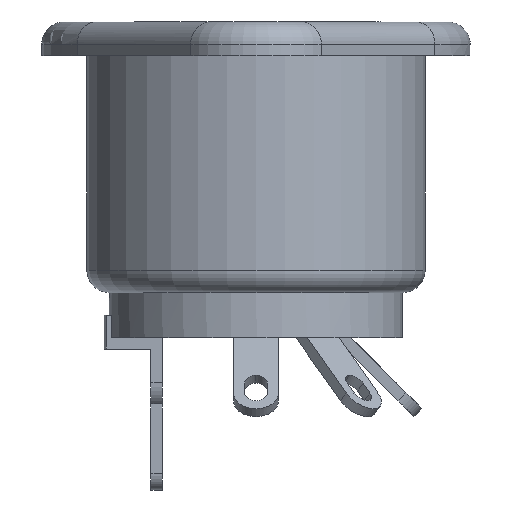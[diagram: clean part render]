
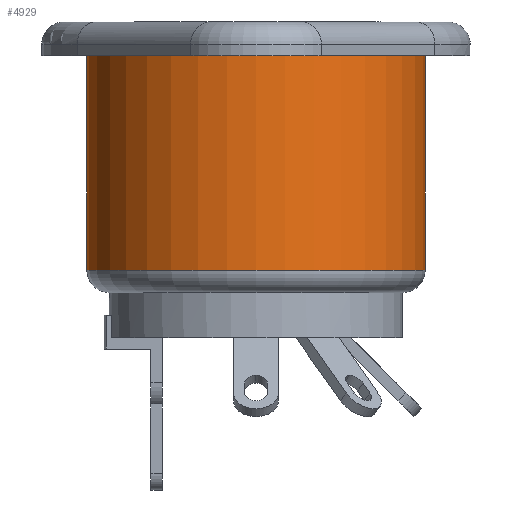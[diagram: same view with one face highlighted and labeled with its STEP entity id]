
A CAD part, front view. The second image highlights one B-rep face of the part: STEP entity #4929.
In plain terms, the highlighted cylindrical face has radius 7.5 mm (diameter 15 mm), a partial arc.
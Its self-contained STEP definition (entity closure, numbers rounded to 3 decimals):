
#154 = CARTESIAN_POINT ( 'NONE',  ( -7.5, 0., 0. ) ) ;
#264 = VERTEX_POINT ( 'NONE', #5919 ) ;
#821 = CARTESIAN_POINT ( 'NONE',  ( 0., 0., -9.5 ) ) ;
#1030 = EDGE_CURVE ( 'NONE', #3091, #264, #1817, .T. ) ;
#1154 = EDGE_CURVE ( 'NONE', #264, #5724, #4677, .T. ) ;
#1488 = EDGE_CURVE ( 'NONE', #2290, #5724, #4271, .T. ) ;
#1817 = CIRCLE ( 'NONE', #3043, 7.5 ) ;
#2290 = VERTEX_POINT ( 'NONE', #3371 ) ;
#2574 = CARTESIAN_POINT ( 'NONE',  ( 7.5, 0., 0. ) ) ;
#2640 = EDGE_CURVE ( 'NONE', #3091, #2290, #4649, .T. ) ;
#2820 = FACE_OUTER_BOUND ( 'NONE', #2877, .T. ) ;
#2877 = EDGE_LOOP ( 'NONE', ( #3587, #3378, #5752, #4320 ) ) ;
#3043 = AXIS2_PLACEMENT_3D ( 'NONE', #821, #4903, #5396 ) ;
#3091 = VERTEX_POINT ( 'NONE', #5793 ) ;
#3207 = DIRECTION ( 'NONE',  ( 0., 0., 1. ) ) ;
#3285 = DIRECTION ( 'NONE',  ( 1., 0., 0. ) ) ;
#3371 = CARTESIAN_POINT ( 'NONE',  ( -7.5, 0., 0. ) ) ;
#3378 = ORIENTED_EDGE ( 'NONE', *, *, #1030, .T. ) ;
#3587 = ORIENTED_EDGE ( 'NONE', *, *, #2640, .F. ) ;
#3706 = CYLINDRICAL_SURFACE ( 'NONE', #5786, 7.5 ) ;
#3806 = DIRECTION ( 'NONE',  ( 0., 0., 1. ) ) ;
#3836 = AXIS2_PLACEMENT_3D ( 'NONE', #4861, #5960, #5892 ) ;
#4271 = CIRCLE ( 'NONE', #3836, 7.5 ) ;
#4320 = ORIENTED_EDGE ( 'NONE', *, *, #1488, .F. ) ;
#4626 = DIRECTION ( 'NONE',  ( 0., 0., 1. ) ) ;
#4649 = LINE ( 'NONE', #154, #5459 ) ;
#4677 = LINE ( 'NONE', #2574, #5246 ) ;
#4861 = CARTESIAN_POINT ( 'NONE',  ( 0., 0., 0. ) ) ;
#4903 = DIRECTION ( 'NONE',  ( 0., 0., 1. ) ) ;
#4929 = ADVANCED_FACE ( 'NONE', ( #2820 ), #3706, .T. ) ;
#5246 = VECTOR ( 'NONE', #4626, 1000. ) ;
#5354 = CARTESIAN_POINT ( 'NONE',  ( 0., 0., 0. ) ) ;
#5396 = DIRECTION ( 'NONE',  ( 1., 0., 0. ) ) ;
#5459 = VECTOR ( 'NONE', #3207, 1000. ) ;
#5724 = VERTEX_POINT ( 'NONE', #6112 ) ;
#5752 = ORIENTED_EDGE ( 'NONE', *, *, #1154, .T. ) ;
#5786 = AXIS2_PLACEMENT_3D ( 'NONE', #5354, #3806, #3285 ) ;
#5793 = CARTESIAN_POINT ( 'NONE',  ( -7.5, 0., -9.5 ) ) ;
#5892 = DIRECTION ( 'NONE',  ( 1., 0., 0. ) ) ;
#5919 = CARTESIAN_POINT ( 'NONE',  ( 7.5, 0., -9.5 ) ) ;
#5960 = DIRECTION ( 'NONE',  ( 0., 0., 1. ) ) ;
#6112 = CARTESIAN_POINT ( 'NONE',  ( 7.5, 0., 0. ) ) ;
